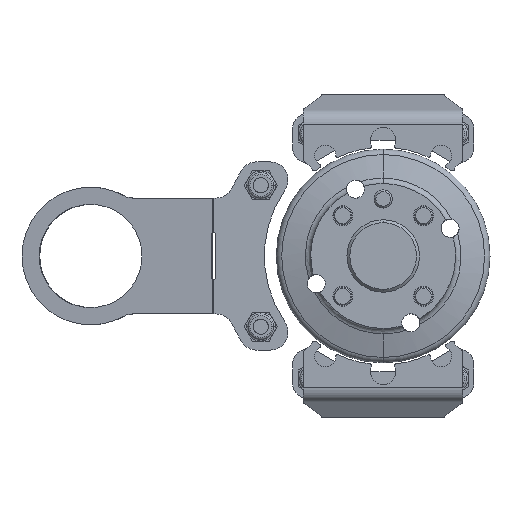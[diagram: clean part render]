
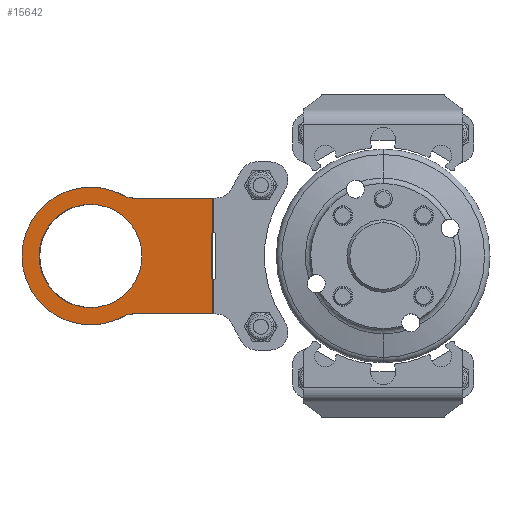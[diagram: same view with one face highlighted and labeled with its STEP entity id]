
A CAD part, left-side view. The second image highlights one B-rep face of the part: STEP entity #15642.
In plain terms, the highlighted planar face has unit normal (-0.996, 0.087, 0).
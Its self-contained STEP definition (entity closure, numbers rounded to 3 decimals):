
#223 = CIRCLE ( 'NONE', #4034, 19. ) ;
#254 = CARTESIAN_POINT ( 'NONE',  ( 487.468, 80.799, 724. ) ) ;
#350 = DIRECTION ( 'NONE',  ( 0., 0., 1. ) ) ;
#403 = CIRCLE ( 'NONE', #11580, 0.5 ) ;
#445 = DIRECTION ( 'NONE',  ( 0., 0., 1. ) ) ;
#653 = CIRCLE ( 'NONE', #16603, 0.5 ) ;
#655 = ORIENTED_EDGE ( 'NONE', *, *, #11290, .T. ) ;
#706 = CARTESIAN_POINT ( 'NONE',  ( 487.468, 80.799, 705. ) ) ;
#1023 = VECTOR ( 'NONE', #11430, 1000. ) ;
#1193 = FACE_BOUND ( 'NONE', #12734, .T. ) ;
#1481 = EDGE_CURVE ( 'NONE', #11496, #2342, #15319, .T. ) ;
#1666 = DIRECTION ( 'NONE',  ( 0.996, -0.087, 0. ) ) ;
#1857 = CARTESIAN_POINT ( 'NONE',  ( 483.151, 31.451, 684. ) ) ;
#1975 = AXIS2_PLACEMENT_3D ( 'NONE', #6499, #16193, #7892 ) ;
#2059 = LINE ( 'NONE', #16926, #2467 ) ;
#2095 = DIRECTION ( 'NONE',  ( 0., 0., 1. ) ) ;
#2122 = ORIENTED_EDGE ( 'NONE', *, *, #14739, .T. ) ;
#2261 = CIRCLE ( 'NONE', #1975, 5. ) ;
#2342 = VERTEX_POINT ( 'NONE', #15907 ) ;
#2429 = EDGE_LOOP ( 'NONE', ( #12903, #2122, #16565, #655, #2872, #13140, #15155, #6176, #2886, #9187, #16456, #13798 ) ) ;
#2467 = VECTOR ( 'NONE', #7239, 1000. ) ;
#2536 = AXIS2_PLACEMENT_3D ( 'NONE', #7842, #17539, #9265 ) ;
#2583 = VECTOR ( 'NONE', #4621, 1000. ) ;
#2652 = DIRECTION ( 'NONE',  ( 0.996, -0.087, 0. ) ) ;
#2872 = ORIENTED_EDGE ( 'NONE', *, *, #3593, .T. ) ;
#2886 = ORIENTED_EDGE ( 'NONE', *, *, #9206, .F. ) ;
#3233 = AXIS2_PLACEMENT_3D ( 'NONE', #1857, #6031, #15739 ) ;
#3269 = DIRECTION ( 'NONE',  ( 0.996, -0.087, 0. ) ) ;
#3322 = VERTEX_POINT ( 'NONE', #13761 ) ;
#3333 = CARTESIAN_POINT ( 'NONE',  ( 486.456, 69.224, 684. ) ) ;
#3358 = CIRCLE ( 'NONE', #15853, 5. ) ;
#3513 = VERTEX_POINT ( 'NONE', #254 ) ;
#3572 = ORIENTED_EDGE ( 'NONE', *, *, #1481, .T. ) ;
#3593 = EDGE_CURVE ( 'NONE', #6997, #3322, #403, .T. ) ;
#3698 = CIRCLE ( 'NONE', #2536, 19. ) ;
#3716 = VERTEX_POINT ( 'NONE', #17388 ) ;
#3884 = AXIS2_PLACEMENT_3D ( 'NONE', #9959, #1666, #11350 ) ;
#4025 = DIRECTION ( 'NONE',  ( 0.996, -0.087, 0. ) ) ;
#4034 = AXIS2_PLACEMENT_3D ( 'NONE', #12345, #4025, #13720 ) ;
#4355 = ORIENTED_EDGE ( 'NONE', *, *, #7224, .T. ) ;
#4621 = DIRECTION ( 'NONE',  ( 0.087, 0.996, 0. ) ) ;
#4748 = DIRECTION ( 'NONE',  ( 0., 0., -1. ) ) ;
#4773 = VERTEX_POINT ( 'NONE', #15188 ) ;
#5113 = LINE ( 'NONE', #12868, #1023 ) ;
#6031 = DIRECTION ( 'NONE',  ( -0.996, 0.087, 0. ) ) ;
#6176 = ORIENTED_EDGE ( 'NONE', *, *, #15842, .F. ) ;
#6288 = LINE ( 'NONE', #17052, #2583 ) ;
#6321 = CARTESIAN_POINT ( 'NONE',  ( 487.468, 80.799, 719.25 ) ) ;
#6423 = CARTESIAN_POINT ( 'NONE',  ( 484.513, 47.022, 684. ) ) ;
#6466 = LINE ( 'NONE', #16925, #13410 ) ;
#6499 = CARTESIAN_POINT ( 'NONE',  ( 486.456, 69.224, 726. ) ) ;
#6820 = CIRCLE ( 'NONE', #3884, 14.25 ) ;
#6997 = VERTEX_POINT ( 'NONE', #13593 ) ;
#7224 = EDGE_CURVE ( 'NONE', #2342, #11496, #6820, .T. ) ;
#7239 = DIRECTION ( 'NONE',  ( 0., 0., 1. ) ) ;
#7240 = CIRCLE ( 'NONE', #13753, 19. ) ;
#7647 = EDGE_CURVE ( 'NONE', #9601, #8815, #5113, .T. ) ;
#7812 = DIRECTION ( 'NONE',  ( 0., 0., 1. ) ) ;
#7842 = CARTESIAN_POINT ( 'NONE',  ( 487.468, 80.799, 705. ) ) ;
#7892 = DIRECTION ( 'NONE',  ( 0., 0., 1. ) ) ;
#8278 = VERTEX_POINT ( 'NONE', #8360 ) ;
#8360 = CARTESIAN_POINT ( 'NONE',  ( 486.456, 69.224, 689. ) ) ;
#8369 = CARTESIAN_POINT ( 'NONE',  ( 487.468, 80.799, 686. ) ) ;
#8510 = VECTOR ( 'NONE', #7812, 1000. ) ;
#8710 = VERTEX_POINT ( 'NONE', #9388 ) ;
#8744 = DIRECTION ( 'NONE',  ( 0.996, -0.087, 0. ) ) ;
#8815 = VERTEX_POINT ( 'NONE', #17952 ) ;
#9187 = ORIENTED_EDGE ( 'NONE', *, *, #13793, .F. ) ;
#9206 = EDGE_CURVE ( 'NONE', #3513, #10047, #3698, .T. ) ;
#9265 = DIRECTION ( 'NONE',  ( 0., 0., 1. ) ) ;
#9381 = EDGE_CURVE ( 'NONE', #17580, #14455, #223, .T. ) ;
#9388 = CARTESIAN_POINT ( 'NONE',  ( 484.513, 47.022, 689. ) ) ;
#9601 = VERTEX_POINT ( 'NONE', #15639 ) ;
#9959 = CARTESIAN_POINT ( 'NONE',  ( 487.468, 80.799, 705. ) ) ;
#10047 = VERTEX_POINT ( 'NONE', #15364 ) ;
#10220 = EDGE_CURVE ( 'NONE', #8710, #8278, #6288, .T. ) ;
#10422 = DIRECTION ( 'NONE',  ( 0.996, -0.087, 0. ) ) ;
#10576 = EDGE_CURVE ( 'NONE', #3716, #4773, #653, .T. ) ;
#10730 = CARTESIAN_POINT ( 'NONE',  ( 486.667, 71.636, 688.375 ) ) ;
#10982 = CARTESIAN_POINT ( 'NONE',  ( 484.505, 46.928, 699. ) ) ;
#11290 = EDGE_CURVE ( 'NONE', #4773, #6997, #6466, .T. ) ;
#11350 = DIRECTION ( 'NONE',  ( 0., 0., 1. ) ) ;
#11430 = DIRECTION ( 'NONE',  ( -0.087, -0.996, 0. ) ) ;
#11496 = VERTEX_POINT ( 'NONE', #6321 ) ;
#11571 = CARTESIAN_POINT ( 'NONE',  ( 487.468, 80.799, 705. ) ) ;
#11580 = AXIS2_PLACEMENT_3D ( 'NONE', #17025, #8744, #445 ) ;
#11820 = FACE_OUTER_BOUND ( 'NONE', #2429, .T. ) ;
#12345 = CARTESIAN_POINT ( 'NONE',  ( 487.468, 80.799, 705. ) ) ;
#12356 = DIRECTION ( 'NONE',  ( 0., 0., 1. ) ) ;
#12411 = EDGE_CURVE ( 'NONE', #8278, #17580, #3358, .T. ) ;
#12734 = EDGE_LOOP ( 'NONE', ( #3572, #4355 ) ) ;
#12868 = CARTESIAN_POINT ( 'NONE',  ( 486.456, 69.224, 721. ) ) ;
#12903 = ORIENTED_EDGE ( 'NONE', *, *, #10220, .F. ) ;
#12970 = DIRECTION ( 'NONE',  ( 0., 0., 1. ) ) ;
#13042 = DIRECTION ( 'NONE',  ( -0.996, 0.087, 0. ) ) ;
#13140 = ORIENTED_EDGE ( 'NONE', *, *, #15580, .T. ) ;
#13410 = VECTOR ( 'NONE', #350, 1000. ) ;
#13593 = CARTESIAN_POINT ( 'NONE',  ( 484.549, 47.427, 711. ) ) ;
#13720 = DIRECTION ( 'NONE',  ( 0., 0., 1. ) ) ;
#13753 = AXIS2_PLACEMENT_3D ( 'NONE', #11571, #3269, #12970 ) ;
#13761 = CARTESIAN_POINT ( 'NONE',  ( 484.513, 47.022, 711.491 ) ) ;
#13793 = EDGE_CURVE ( 'NONE', #14455, #3513, #7240, .T. ) ;
#13798 = ORIENTED_EDGE ( 'NONE', *, *, #12411, .F. ) ;
#14455 = VERTEX_POINT ( 'NONE', #8369 ) ;
#14716 = AXIS2_PLACEMENT_3D ( 'NONE', #706, #10422, #2095 ) ;
#14739 = EDGE_CURVE ( 'NONE', #8710, #3716, #15890, .T. ) ;
#15155 = ORIENTED_EDGE ( 'NONE', *, *, #7647, .F. ) ;
#15188 = CARTESIAN_POINT ( 'NONE',  ( 484.549, 47.427, 699. ) ) ;
#15319 = CIRCLE ( 'NONE', #14716, 14.25 ) ;
#15364 = CARTESIAN_POINT ( 'NONE',  ( 486.667, 71.636, 721.625 ) ) ;
#15580 = EDGE_CURVE ( 'NONE', #3322, #8815, #2059, .T. ) ;
#15639 = CARTESIAN_POINT ( 'NONE',  ( 486.456, 69.224, 721. ) ) ;
#15642 = ADVANCED_FACE ( 'NONE', ( #1193, #11820 ), #17060, .T. ) ;
#15739 = DIRECTION ( 'NONE',  ( 0., 0., -1. ) ) ;
#15842 = EDGE_CURVE ( 'NONE', #10047, #9601, #2261, .T. ) ;
#15853 = AXIS2_PLACEMENT_3D ( 'NONE', #3333, #13042, #4748 ) ;
#15890 = LINE ( 'NONE', #6423, #8510 ) ;
#15907 = CARTESIAN_POINT ( 'NONE',  ( 487.468, 80.799, 690.75 ) ) ;
#16193 = DIRECTION ( 'NONE',  ( -0.996, 0.087, 0. ) ) ;
#16456 = ORIENTED_EDGE ( 'NONE', *, *, #9381, .F. ) ;
#16565 = ORIENTED_EDGE ( 'NONE', *, *, #10576, .T. ) ;
#16603 = AXIS2_PLACEMENT_3D ( 'NONE', #10982, #2652, #12356 ) ;
#16925 = CARTESIAN_POINT ( 'NONE',  ( 484.549, 47.427, 699. ) ) ;
#16926 = CARTESIAN_POINT ( 'NONE',  ( 484.513, 47.022, 684. ) ) ;
#17025 = CARTESIAN_POINT ( 'NONE',  ( 484.505, 46.928, 711. ) ) ;
#17052 = CARTESIAN_POINT ( 'NONE',  ( 484.451, 46.307, 689. ) ) ;
#17060 = PLANE ( 'NONE',  #3233 ) ;
#17388 = CARTESIAN_POINT ( 'NONE',  ( 484.513, 47.022, 698.509 ) ) ;
#17539 = DIRECTION ( 'NONE',  ( 0.996, -0.087, 0. ) ) ;
#17580 = VERTEX_POINT ( 'NONE', #10730 ) ;
#17952 = CARTESIAN_POINT ( 'NONE',  ( 484.513, 47.022, 721. ) ) ;
